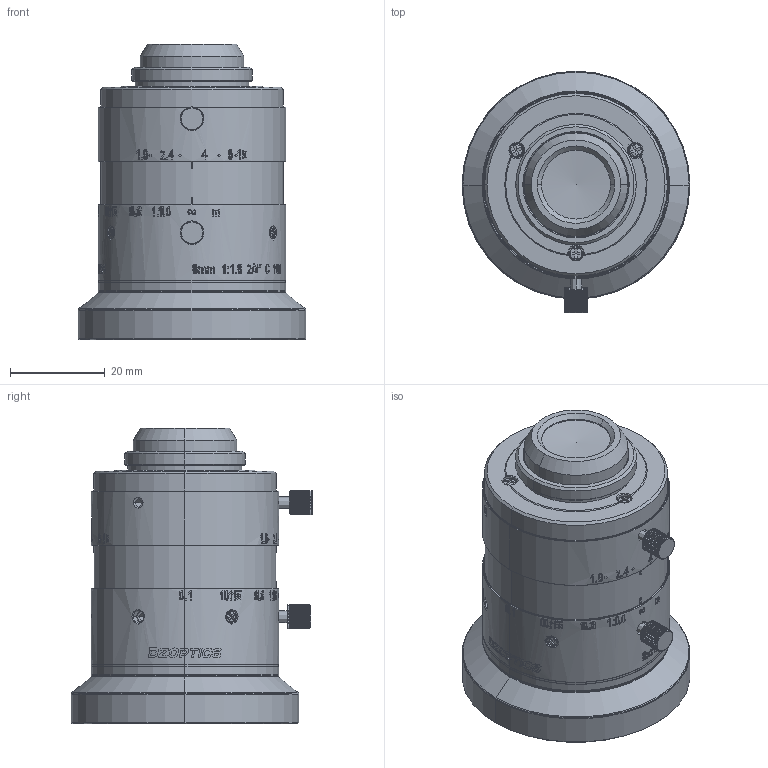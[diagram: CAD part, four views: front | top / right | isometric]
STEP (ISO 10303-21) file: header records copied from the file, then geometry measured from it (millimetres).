
FILE_DESCRIPTION (( 'STEP AP203' ), '1' );
FILE_NAME ('600137.step', '2025-04-14T08:38:21', ( 'MSI' ), ( '' ), 'SwSTEP 2.0', 'SolidWorks 2020', '' );
FILE_SCHEMA (( 'CONFIG_CONTROL_DESIGN' ));
Length unit declared in the file: millimetre
Products named in the file (22): 600137; ADMI5354DE272LIR_3.stp; ADMI5354DE272LIR_12.stp; ADMI5354DE272LIR_16.stp; ADMI5354DE272LIR_14.stp; PRT0001.stp; ADMI5354DE272LIR_9.stp; ADMI5354DE272LIR_ASM.stp; ADMI5354DE272LIR_15.stp; ADMI5354DE272LIR_11.stp; ADMI5354DE272LIR_5.stp; ADMI5354DE272LIR_8.stp; ADMI5354DE272LIR_1.stp; ADMI5354DE272LIR_4.stp; ADMI5354DE272LIR_17.stp; ADMI5354DE272LIR_7.stp; ADMI5354DE272LIR_18.stp; ADMI5354DE272LIR_2.stp; ADMI5354DE272LIR_10.stp; 600137.stp; ADMI5354DE272LIR_6.stp; ADMI5354DE272LIR_13.stp
Assembly tree (21 placements, depth 4):
  600137
    600137.stp
      ADMI5354DE272LIR_ASM.stp
        ADMI5354DE272LIR_1.stp
        ADMI5354DE272LIR_2.stp
        ADMI5354DE272LIR_3.stp
        ADMI5354DE272LIR_4.stp
        ADMI5354DE272LIR_5.stp
        ADMI5354DE272LIR_6.stp
        ADMI5354DE272LIR_7.stp
        ADMI5354DE272LIR_8.stp
        ADMI5354DE272LIR_9.stp
        ADMI5354DE272LIR_10.stp
        ADMI5354DE272LIR_11.stp
        ADMI5354DE272LIR_12.stp
        ADMI5354DE272LIR_13.stp
        ADMI5354DE272LIR_14.stp
        ADMI5354DE272LIR_15.stp
        ADMI5354DE272LIR_16.stp
        ADMI5354DE272LIR_17.stp
        ADMI5354DE272LIR_18.stp
      PRT0001.stp
Bounding box: 48 x 50.97 x 62.25 mm (x, y, z)
Volume: 31550.6 mm3; surface area: 37610.3 mm2
Topology: 19 solids, 19 shells, 2740 faces, 7079 edges, 4611 vertices
Faces by surface type: bspline 1018, plane 948, cylinder 456, cone 226, torus 76, sphere 16
Entity records: 119441 total; most frequent: CARTESIAN_POINT 57481, ORIENTED_EDGE 14134, DIRECTION 9092, EDGE_CURVE 7067, VERTEX_POINT 4603, EDGE_LOOP 3056, AXIS2_PLACEMENT_3D 3044, LINE 3004
